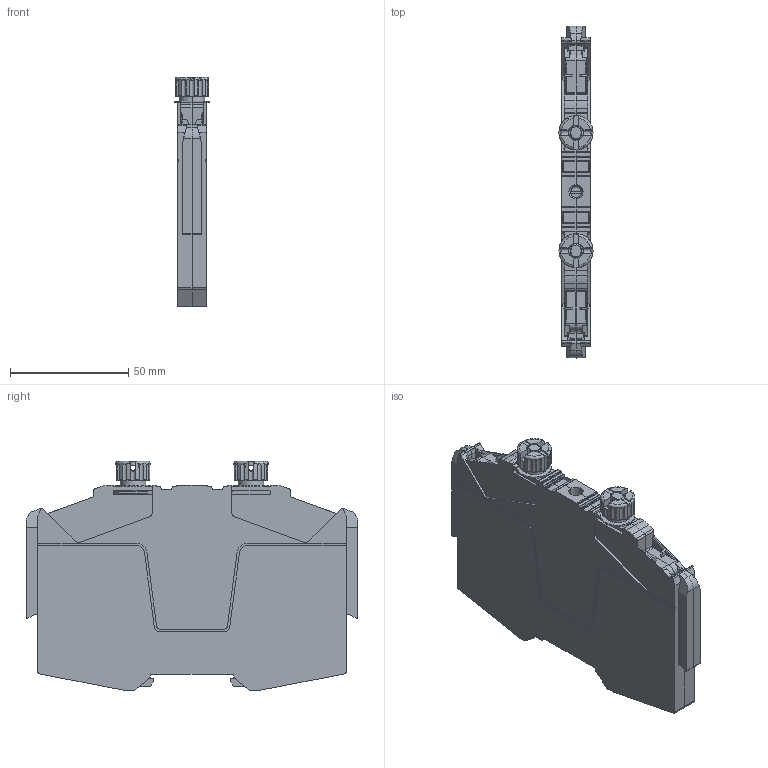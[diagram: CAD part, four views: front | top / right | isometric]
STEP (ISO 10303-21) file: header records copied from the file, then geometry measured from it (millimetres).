
FILE_DESCRIPTION(('CATIA V5 STEP Exchange','CAx-IF Rec.Pracs.--- Model Styling and Organization---1.4--- 2014-01-23'),'2;1');
FILE_NAME ('1175183-7_2', '2020-08-04T04:26:50+00:00', ('none'), ('Weidmueller'), 'CATIA Version 5-6 Release 2016 SP3 HF44', 'CATIA V5 STEP AP214', 'none');
FILE_SCHEMA(('AUTOMOTIVE_DESIGN { 1 0 10303 214 1 1 1 1 }'));
Products named in the file (1): 2710150000
Bounding box: 14.5 x 140.5 x 97.2 mm (x, y, z)
Volume: 122741.7 mm3; surface area: 56148.1 mm2
Topology: 12 solids, 16 shells, 1418 faces, 4319 edges, 2927 vertices
Faces by surface type: plane 686, cylinder 532, cone 112, torus 66, bspline 20, extrusion 2
Entity records: 57886 total; most frequent: CARTESIAN_POINT 20595, ORIENTED_EDGE 8638, DIRECTION 5735, EDGE_CURVE 4319, VERTEX_POINT 2927, VECTOR 2416, LINE 2414, AXIS2_PLACEMENT_3D 2245
